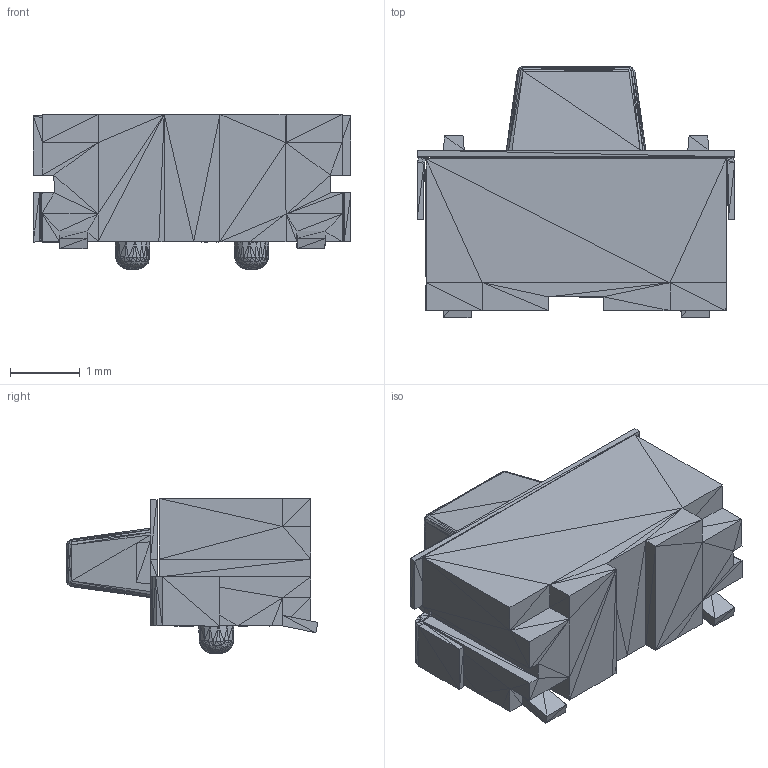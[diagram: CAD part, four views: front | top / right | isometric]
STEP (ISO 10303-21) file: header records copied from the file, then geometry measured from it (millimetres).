
FILE_DESCRIPTION(/* description */ (''),/* implementation_level */ '2;1');
FILE_NAME(/* name */ 'SW-SMD_TS24CA.step',/* time_stamp */ '2022-08-02T23:25:28+02:00',/* author */ (''),/* organization */ (''),/* preprocessor_version */ 'ST-DEVELOPER v19',/* originating_system */ 'Autodesk Translation Framework v11.7.0.108',/* authorisation */ '');
FILE_SCHEMA (('AUTOMOTIVE_DESIGN { 1 0 10303 214 3 1 1 }'));
Length unit declared in the file: millimetre
Products named in the file (1): SW-SMD_TS24CA
Bounding box: 4.56 x 3.61 x 2.22 mm (x, y, z)
Volume: 19 mm3; surface area: 73.2 mm2
Topology: 2 solids, 2 shells, 1472 faces, 2208 edges, 739 vertices
Faces by surface type: plane 1472
Entity records: 28761 total; most frequent: DIRECTION 5154, CARTESIAN_POINT 4420, ORIENTED_EDGE 4416, LINE 2208, VECTOR 2208, EDGE_CURVE 2208, AXIS2_PLACEMENT_3D 1473, FACE_OUTER_BOUND 1472
